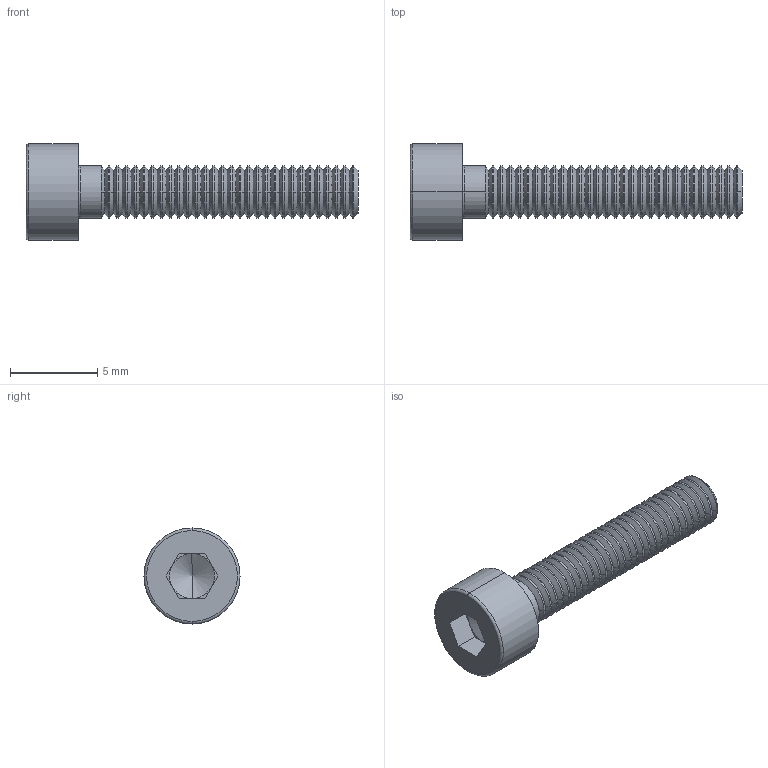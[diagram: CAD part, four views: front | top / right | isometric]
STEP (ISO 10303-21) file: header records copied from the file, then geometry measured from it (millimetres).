
FILE_DESCRIPTION (( 'STEP AP214' ), '1' );
FILE_NAME ('ISO 4762 M3 x 16 - 16S.STEP', '2022-06-08T08:02:26', ( '' ), ( '' ), 'SwSTEP 2.0', 'SolidWorks 2021', '' );
FILE_SCHEMA (( 'AUTOMOTIVE_DESIGN' ));
Length unit declared in the file: millimetre
Products named in the file (1): ISO 4762 M3 x 16 - 16S
Bounding box: 19 x 5.5 x 5.5 mm (x, y, z)
Volume: 161.2 mm3; surface area: 321.6 mm2
Topology: 1 solids, 1 shells, 201 faces, 522 edges, 323 vertices
Faces by surface type: cone 120, cylinder 62, plane 15, torus 4
Entity records: 6254 total; most frequent: DIRECTION 1238, CARTESIAN_POINT 1045, ORIENTED_EDGE 1040, EDGE_CURVE 520, AXIS2_PLACEMENT_3D 516, VERTEX_POINT 323, CIRCLE 314, LINE 206
